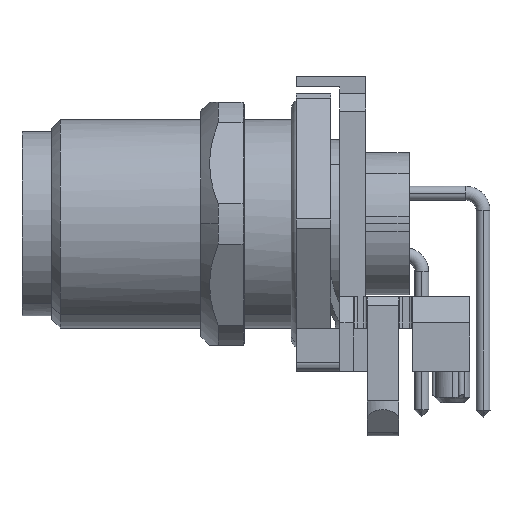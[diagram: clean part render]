
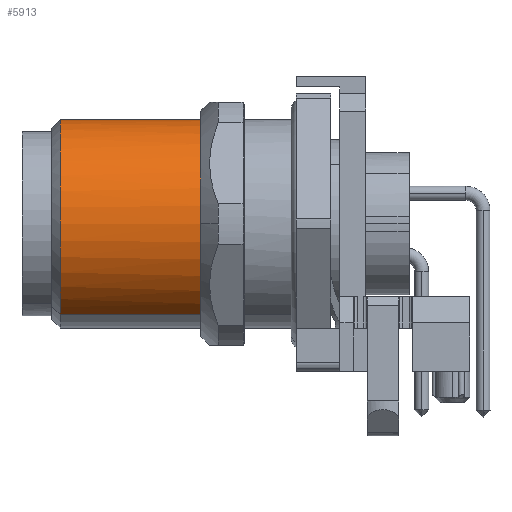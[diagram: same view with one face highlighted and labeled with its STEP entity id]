
A CAD part, left-side view. The second image highlights one B-rep face of the part: STEP entity #5913.
In plain terms, the highlighted cylindrical face has radius 6 mm (diameter 12 mm), a partial arc.
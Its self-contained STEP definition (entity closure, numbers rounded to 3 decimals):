
#5900=AXIS2_PLACEMENT_3D('Cylinder Axis2P3D',#5897,#5898,#5899) ;
#5904=AXIS2_PLACEMENT_3D('Circle Axis2P3D',#5902,#5903,$) ;
#5787=CARTESIAN_POINT('Vertex',(6.5,23.6,7.004)) ;
#5794=CARTESIAN_POINT('Vertex',(12.5,23.6,17.396)) ;
#5815=CARTESIAN_POINT('Control Point',(12.5,23.6,17.396)) ;
#5816=CARTESIAN_POINT('Control Point',(11.684,23.6,17.867)) ;
#5817=CARTESIAN_POINT('Control Point',(10.775,23.6,18.178)) ;
#5818=CARTESIAN_POINT('Control Point',(9.816,23.6,18.305)) ;
#5819=CARTESIAN_POINT('Control Point',(7.899,23.6,18.174)) ;
#5820=CARTESIAN_POINT('Control Point',(6.174,23.6,17.329)) ;
#5821=CARTESIAN_POINT('Control Point',(5.407,23.6,16.74)) ;
#5822=CARTESIAN_POINT('Control Point',(4.144,23.6,15.293)) ;
#5823=CARTESIAN_POINT('Control Point',(3.522,23.6,13.475)) ;
#5824=CARTESIAN_POINT('Control Point',(3.395,23.6,12.516)) ;
#5825=CARTESIAN_POINT('Control Point',(3.526,23.6,10.599)) ;
#5826=CARTESIAN_POINT('Control Point',(4.371,23.6,8.874)) ;
#5827=CARTESIAN_POINT('Control Point',(4.96,23.6,8.107)) ;
#5828=CARTESIAN_POINT('Control Point',(5.684,23.6,7.475)) ;
#5829=CARTESIAN_POINT('Control Point',(6.5,23.6,7.004)) ;
#5871=CARTESIAN_POINT('Line Origine',(12.5,17.05,17.396)) ;
#5875=CARTESIAN_POINT('Vertex',(12.5,15.5,17.396)) ;
#5882=CARTESIAN_POINT('Vertex',(6.5,15.5,7.004)) ;
#5885=CARTESIAN_POINT('Line Origine',(6.5,17.05,7.004)) ;
#5897=CARTESIAN_POINT('Axis2P3D Location',(9.5,17.05,12.2)) ;
#5902=CARTESIAN_POINT('Axis2P3D Location',(9.5,15.5,12.2)) ;
#5872=DIRECTION('Vector Direction',(0.,1.,0.)) ;
#5886=DIRECTION('Vector Direction',(0.,1.,0.)) ;
#5898=DIRECTION('Axis2P3D Direction',(0.,1.,0.)) ;
#5899=DIRECTION('Axis2P3D XDirection',(-0.5,0.,-0.866)) ;
#5903=DIRECTION('Axis2P3D Direction',(0.,1.,0.)) ;
#5873=VECTOR('Line Direction',#5872,1.) ;
#5887=VECTOR('Line Direction',#5886,1.) ;
#5908=ORIENTED_EDGE('',*,*,#5889,.F.) ;
#5909=ORIENTED_EDGE('',*,*,#5906,.F.) ;
#5910=ORIENTED_EDGE('',*,*,#5877,.F.) ;
#5911=ORIENTED_EDGE('',*,*,#5830,.F.) ;
#5913=ADVANCED_FACE('Hauptk\X2\00F6\X0\rper',(#5912),#5901,.T.) ;
#5814=B_SPLINE_CURVE_WITH_KNOTS('',5,(#5815,#5816,#5817,#5818,#5819,#5820,#5821,#5822,#5823,#5824,#5825,#5826,#5827,#5828,#5829),.UNSPECIFIED.,.F.,.U.,(6,3,3,3,6),(-157.08,-78.54,0.,78.54,157.08),.UNSPECIFIED.) ;
#5905=CIRCLE('generated circle',#5904,6.) ;
#5901=CYLINDRICAL_SURFACE('generated cylinder',#5900,6.) ;
#5830=EDGE_CURVE('',#5788,#5795,#5814,.F.) ;
#5877=EDGE_CURVE('',#5795,#5876,#5874,.F.) ;
#5889=EDGE_CURVE('',#5883,#5788,#5888,.T.) ;
#5906=EDGE_CURVE('',#5876,#5883,#5905,.F.) ;
#5907=EDGE_LOOP('',(#5908,#5909,#5910,#5911)) ;
#5912=FACE_OUTER_BOUND('',#5907,.T.) ;
#5874=LINE('Line',#5871,#5873) ;
#5888=LINE('Line',#5885,#5887) ;
#5788=VERTEX_POINT('',#5787) ;
#5795=VERTEX_POINT('',#5794) ;
#5876=VERTEX_POINT('',#5875) ;
#5883=VERTEX_POINT('',#5882) ;
